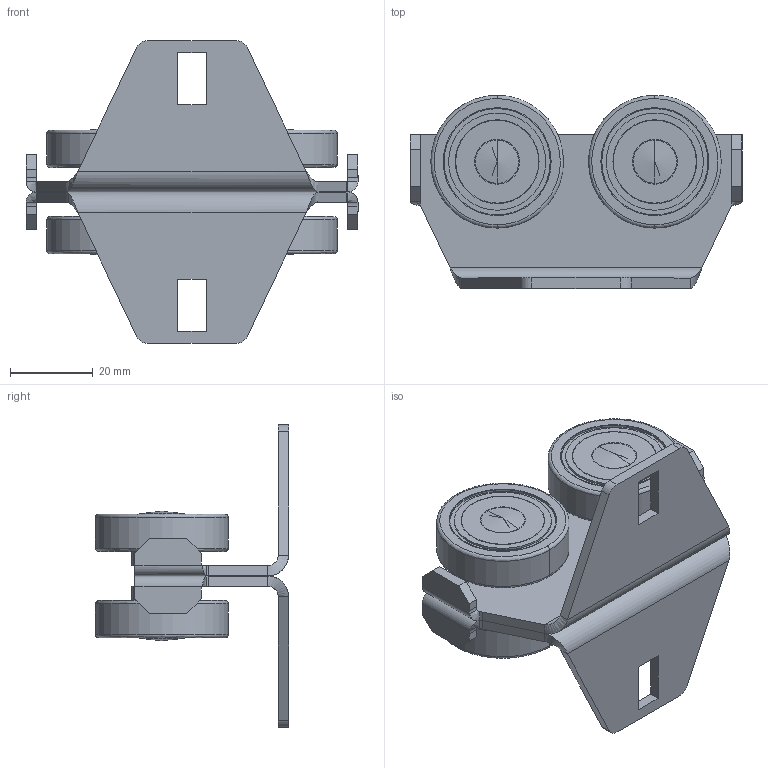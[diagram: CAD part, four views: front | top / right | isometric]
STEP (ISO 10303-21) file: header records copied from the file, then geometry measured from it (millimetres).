
FILE_DESCRIPTION (( 'STEP AP214' ), '1' );
FILE_NAME ('0020754_E40-LW-24512-80.STEP', '2015-12-10T09:20:13', ( 'install' ), ( 'Hewlett-Packard Company' ), 'SwSTEP 2.0', 'SolidWorks 2010', '' );
FILE_SCHEMA (( 'AUTOMOTIVE_DESIGN' ));
Length unit declared in the file: millimetre
Products named in the file (1): 0020754_E40-LW-24512-80
Bounding box: 80 x 46.53 x 73 mm (x, y, z)
Surface area: 31458 mm2 (no closed solid volume)
Topology: 0 solids, 30 shells, 278 faces, 656 edges, 420 vertices
Faces by surface type: cylinder 128, plane 94, bspline 40, cone 16
Entity records: 14286 total; most frequent: CARTESIAN_POINT 4847, DIRECTION 1378, ORIENTED_EDGE 1184, EDGE_CURVE 648, AXIS2_PLACEMENT_3D 547, VERTEX_POINT 420, EDGE_LOOP 330, CIRCLE 308
